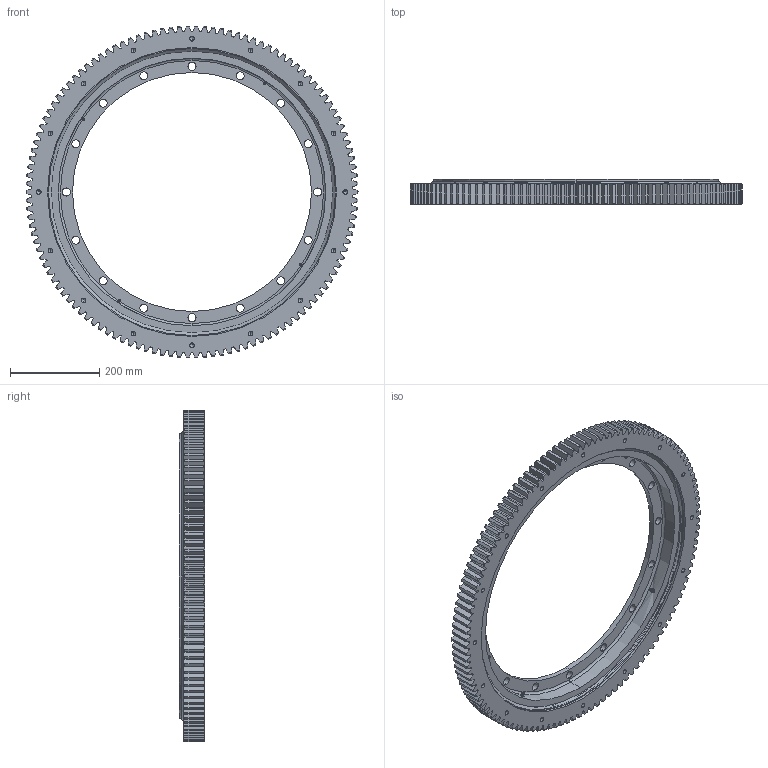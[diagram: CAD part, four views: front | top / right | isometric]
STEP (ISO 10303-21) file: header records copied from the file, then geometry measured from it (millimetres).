
FILE_DESCRIPTION (( 'STEP AP203' ), '1' );
FILE_NAME ('21-0641-01.STEP', '2017-12-27T14:29:47', ( 'defontaine' ), ( 'Hewlett-Packard Company' ), 'SwSTEP 2.0', 'SolidWorks 2016', '' );
FILE_SCHEMA (( 'CONFIG_CONTROL_DESIGN' ));
Length unit declared in the file: millimetre
Products named in the file (1): 21-0641-01
Bounding box: 742 x 56 x 741.89 mm (x, y, z)
Volume: 6201602 mm3; surface area: 1045173.9 mm2
Topology: 9 solids, 9 shells, 984 faces, 2786 edges, 1815 vertices
Faces by surface type: cylinder 341, cone 308, plane 297, torus 28, sphere 10
Entity records: 33000 total; most frequent: CARTESIAN_POINT 7524, ORIENTED_EDGE 5498, DIRECTION 5251, EDGE_CURVE 2749, AXIS2_PLACEMENT_3D 2021, VERTEX_POINT 1812, LINE 1209, VECTOR 1209
